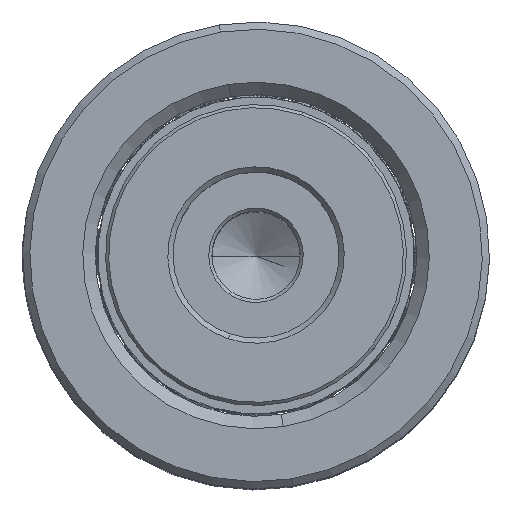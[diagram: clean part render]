
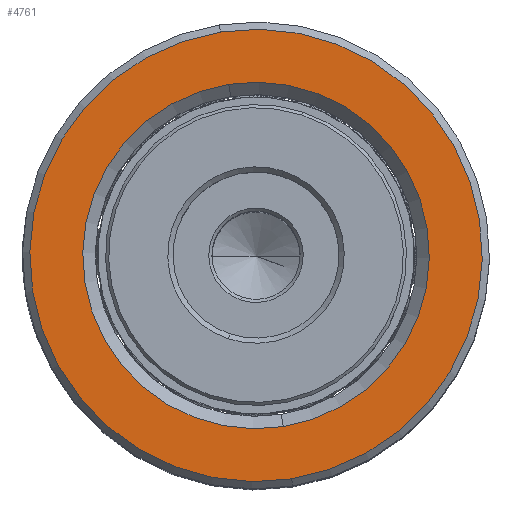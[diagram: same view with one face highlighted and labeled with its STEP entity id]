
A CAD part, top view. The second image highlights one B-rep face of the part: STEP entity #4761.
In plain terms, the highlighted planar face has unit normal (0, 0, 1).
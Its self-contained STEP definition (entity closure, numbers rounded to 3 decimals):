
#478 = VERTEX_POINT ( 'NONE', #22229 ) ;
#1016 = EDGE_CURVE ( 'NONE', #23487, #6841, #21574, .T. ) ;
#1631 = DIRECTION ( 'NONE',  ( 1., 0., 0. ) ) ;
#1917 = CARTESIAN_POINT ( 'NONE',  ( 0., 0., 60. ) ) ;
#2859 = AXIS2_PLACEMENT_3D ( 'NONE', #9906, #4906, #29908 ) ;
#3142 = ORIENTED_EDGE ( 'NONE', *, *, #21463, .T. ) ;
#3163 = ORIENTED_EDGE ( 'NONE', *, *, #10941, .T. ) ;
#3906 = DIRECTION ( 'NONE',  ( 0., 0., 1. ) ) ;
#3960 = AXIS2_PLACEMENT_3D ( 'NONE', #6730, #3906, #1631 ) ;
#4761 = ADVANCED_FACE ( 'NONE', ( #21108, #28150 ), #26102, .T. ) ;
#4906 = DIRECTION ( 'NONE',  ( 0., 0., -1. ) ) ;
#6730 = CARTESIAN_POINT ( 'NONE',  ( 0., 0., 60. ) ) ;
#6731 = CIRCLE ( 'NONE', #2859, 16.7 ) ;
#6841 = VERTEX_POINT ( 'NONE', #25071 ) ;
#6909 = DIRECTION ( 'NONE',  ( 1., 0., 0. ) ) ;
#9906 = CARTESIAN_POINT ( 'NONE',  ( 0., 0., 60. ) ) ;
#10285 = ORIENTED_EDGE ( 'NONE', *, *, #1016, .T. ) ;
#10941 = EDGE_CURVE ( 'NONE', #478, #22512, #21066, .T. ) ;
#11829 = EDGE_LOOP ( 'NONE', ( #10285, #3142 ) ) ;
#12809 = CIRCLE ( 'NONE', #19300, 21.8 ) ;
#13101 = EDGE_CURVE ( 'NONE', #22512, #478, #12809, .T. ) ;
#14208 = CARTESIAN_POINT ( 'NONE',  ( -21.8, 0., 60. ) ) ;
#16250 = AXIS2_PLACEMENT_3D ( 'NONE', #1917, #19370, #6909 ) ;
#16819 = DIRECTION ( 'NONE',  ( 0., 0., 1. ) ) ;
#18536 = EDGE_LOOP ( 'NONE', ( #20912, #3163 ) ) ;
#19063 = AXIS2_PLACEMENT_3D ( 'NONE', #27272, #16819, #24783 ) ;
#19300 = AXIS2_PLACEMENT_3D ( 'NONE', #21744, #19322, #24153 ) ;
#19322 = DIRECTION ( 'NONE',  ( 0., 0., 1. ) ) ;
#19370 = DIRECTION ( 'NONE',  ( 0., 0., -1. ) ) ;
#20912 = ORIENTED_EDGE ( 'NONE', *, *, #13101, .T. ) ;
#21066 = CIRCLE ( 'NONE', #19063, 21.8 ) ;
#21108 = FACE_OUTER_BOUND ( 'NONE', #18536, .T. ) ;
#21463 = EDGE_CURVE ( 'NONE', #6841, #23487, #6731, .T. ) ;
#21574 = CIRCLE ( 'NONE', #16250, 16.7 ) ;
#21744 = CARTESIAN_POINT ( 'NONE',  ( 0., 0., 60. ) ) ;
#21749 = CARTESIAN_POINT ( 'NONE',  ( 16.7, 0., 60. ) ) ;
#22229 = CARTESIAN_POINT ( 'NONE',  ( 21.8, 0., 60. ) ) ;
#22512 = VERTEX_POINT ( 'NONE', #14208 ) ;
#23487 = VERTEX_POINT ( 'NONE', #21749 ) ;
#24153 = DIRECTION ( 'NONE',  ( 1., 0., 0. ) ) ;
#24783 = DIRECTION ( 'NONE',  ( 1., 0., 0. ) ) ;
#25071 = CARTESIAN_POINT ( 'NONE',  ( -16.7, 0., 60. ) ) ;
#26102 = PLANE ( 'NONE',  #3960 ) ;
#27272 = CARTESIAN_POINT ( 'NONE',  ( 0., 0., 60. ) ) ;
#28150 = FACE_BOUND ( 'NONE', #11829, .T. ) ;
#29908 = DIRECTION ( 'NONE',  ( 1., 0., 0. ) ) ;
